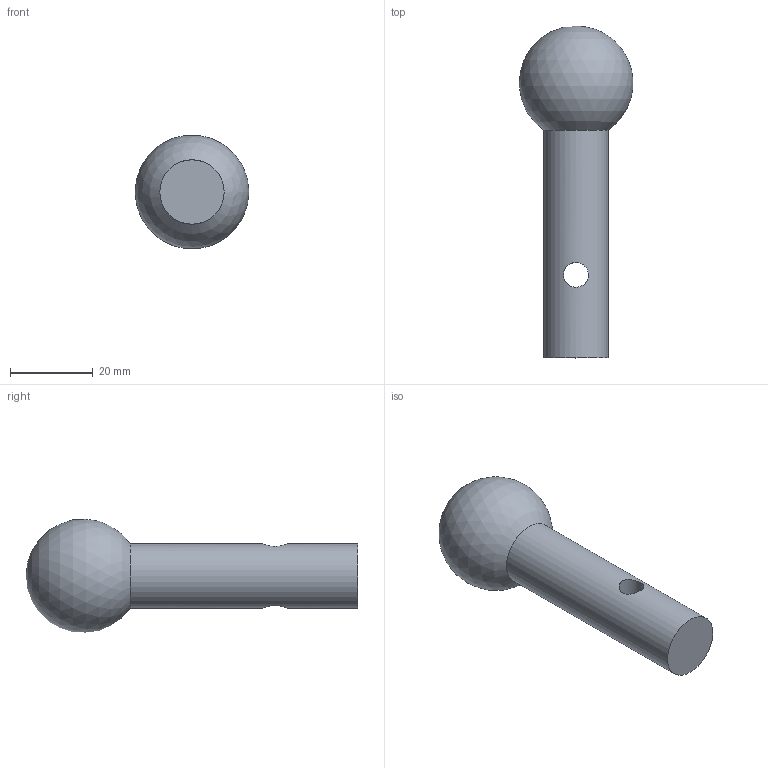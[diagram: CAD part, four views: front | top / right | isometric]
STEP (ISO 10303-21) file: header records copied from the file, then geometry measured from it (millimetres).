
FILE_DESCRIPTION(('FreeCAD Model'),'2;1');
FILE_NAME('Open CASCADE Shape Model','2024-01-05T21:01:05',('Author'),( ''),'Open CASCADE STEP processor 7.6','FreeCAD','Unknown');
FILE_SCHEMA(('AUTOMOTIVE_DESIGN { 1 0 10303 214 1 1 1 1 }'));
Length unit declared in the file: millimetre
Products named in the file (1): Body
Bounding box: 27.47 x 80 x 27.27 mm (x, y, z)
Volume: 20584.2 mm3; surface area: 5254 mm2
Topology: 1 solids, 1 shells, 4 faces, 8 edges, 5 vertices
Faces by surface type: cylinder 2, plane 1, sphere 1
Full cylindrical faces by diameter (mm): 6 x1, 15.5 x1
Entity records: 330 total; most frequent: CARTESIAN_POINT 223, DIRECTION 18, ORIENTED_EDGE 14, AXIS2_PLACEMENT_3D 8, EDGE_CURVE 7, FACE_BOUND 6, EDGE_LOOP 6, VERTEX_POINT 5
